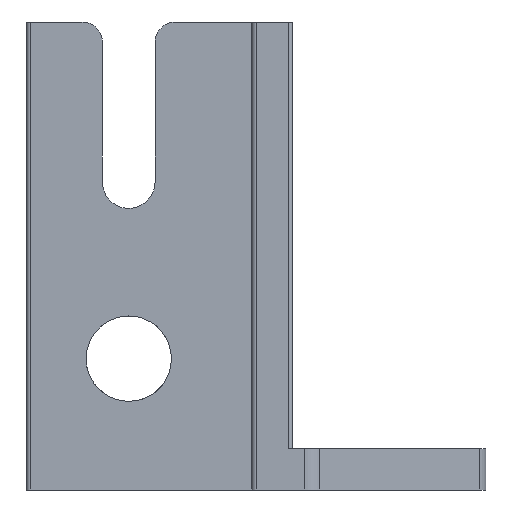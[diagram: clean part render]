
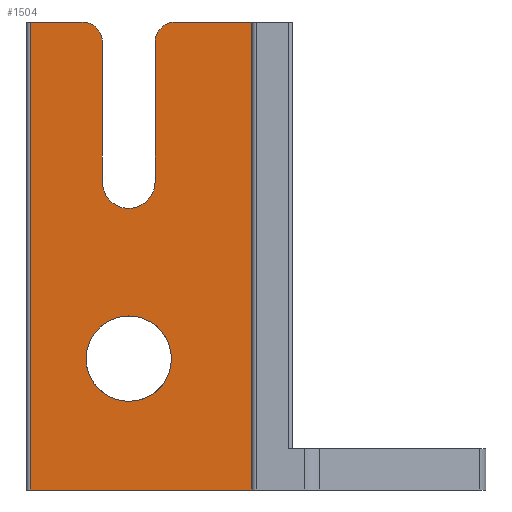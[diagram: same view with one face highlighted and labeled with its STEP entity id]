
A CAD part, front view. The second image highlights one B-rep face of the part: STEP entity #1504.
In plain terms, the highlighted planar face has unit normal (0, -1, 0).
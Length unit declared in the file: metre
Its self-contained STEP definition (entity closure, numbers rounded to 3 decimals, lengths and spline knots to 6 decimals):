
#73=B_SPLINE_CURVE_WITH_KNOTS('',3,(#2290,#2291,#2292,#2293),
 .UNSPECIFIED.,.F.,.F.,(4,4),(0.,1.),.UNSPECIFIED.);
#74=B_SPLINE_CURVE_WITH_KNOTS('',3,(#2301,#2302,#2303,#2304),
 .UNSPECIFIED.,.F.,.F.,(4,4),(0.,1.),.UNSPECIFIED.);
#95=LINE('',#2279,#217);
#96=LINE('',#2283,#218);
#97=LINE('',#2288,#219);
#98=LINE('',#2295,#220);
#99=LINE('',#2297,#221);
#100=LINE('',#2299,#222);
#101=LINE('',#2307,#223);
#217=VECTOR('',#1795,1.);
#218=VECTOR('',#1800,1.);
#219=VECTOR('',#1803,1.);
#220=VECTOR('',#1804,1.);
#221=VECTOR('',#1805,1.);
#222=VECTOR('',#1806,1.);
#223=VECTOR('',#1809,1.);
#348=ORIENTED_EDGE('',*,*,#795,.T.);
#349=ORIENTED_EDGE('',*,*,#796,.T.);
#350=ORIENTED_EDGE('',*,*,#797,.T.);
#351=ORIENTED_EDGE('',*,*,#798,.F.);
#352=ORIENTED_EDGE('',*,*,#799,.T.);
#353=ORIENTED_EDGE('',*,*,#800,.F.);
#354=ORIENTED_EDGE('',*,*,#801,.F.);
#355=ORIENTED_EDGE('',*,*,#802,.T.);
#356=ORIENTED_EDGE('',*,*,#803,.F.);
#357=ORIENTED_EDGE('',*,*,#794,.F.);
#358=ORIENTED_EDGE('',*,*,#804,.T.);
#359=ORIENTED_EDGE('',*,*,#805,.T.);
#360=ORIENTED_EDGE('',*,*,#806,.T.);
#794=EDGE_CURVE('',#1017,#1013,#95,.T.);
#795=EDGE_CURVE('',#1018,#1018,#1163,.T.);
#796=EDGE_CURVE('',#1019,#1020,#96,.T.);
#797=EDGE_CURVE('',#1020,#1021,#1164,.T.);
#798=EDGE_CURVE('',#1022,#1021,#97,.T.);
#799=EDGE_CURVE('',#1022,#1023,#73,.T.);
#800=EDGE_CURVE('',#1024,#1023,#98,.T.);
#801=EDGE_CURVE('',#1025,#1024,#99,.T.);
#802=EDGE_CURVE('',#1025,#1026,#100,.T.);
#803=EDGE_CURVE('',#1013,#1026,#74,.F.);
#804=EDGE_CURVE('',#1017,#1027,#1165,.T.);
#805=EDGE_CURVE('',#1027,#1028,#101,.T.);
#806=EDGE_CURVE('',#1028,#1019,#1166,.T.);
#1013=VERTEX_POINT('',#2270);
#1017=VERTEX_POINT('',#2278);
#1018=VERTEX_POINT('',#2282);
#1019=VERTEX_POINT('',#2284);
#1020=VERTEX_POINT('',#2285);
#1021=VERTEX_POINT('',#2287);
#1022=VERTEX_POINT('',#2289);
#1023=VERTEX_POINT('',#2294);
#1024=VERTEX_POINT('',#2296);
#1025=VERTEX_POINT('',#2298);
#1026=VERTEX_POINT('',#2300);
#1027=VERTEX_POINT('',#2306);
#1028=VERTEX_POINT('',#2308);
#1163=CIRCLE('',#1605,0.0052);
#1164=CIRCLE('',#1606,0.0025);
#1165=CIRCLE('',#1607,0.0025);
#1166=CIRCLE('',#1608,0.0032);
#1245=EDGE_LOOP('',(#348));
#1246=EDGE_LOOP('',(#349,#350,#351,#352,#353,#354,#355,#356,#357,#358,#359,
#360));
#1357=FACE_BOUND('',#1245,.T.);
#1358=FACE_BOUND('',#1246,.T.);
#1468=PLANE('',#1604);
#1504=ADVANCED_FACE('',(#1357,#1358),#1468,.T.);
#1604=AXIS2_PLACEMENT_3D('',#2280,#1796,#1797);
#1605=AXIS2_PLACEMENT_3D('',#2281,#1798,#1799);
#1606=AXIS2_PLACEMENT_3D('',#2286,#1801,#1802);
#1607=AXIS2_PLACEMENT_3D('',#2305,#1807,#1808);
#1608=AXIS2_PLACEMENT_3D('',#2309,#1810,#1811);
#1795=DIRECTION('',(1.,0.,0.));
#1796=DIRECTION('',(0.,-1.,0.));
#1797=DIRECTION('',(1.,0.,0.));
#1798=DIRECTION('',(0.,1.,0.));
#1799=DIRECTION('',(-1.,0.,0.));
#1800=DIRECTION('',(0.,0.,1.));
#1801=DIRECTION('',(0.,-1.,0.));
#1802=DIRECTION('',(0.,0.,-1.));
#1803=DIRECTION('',(1.,0.,0.));
#1804=DIRECTION('',(0.,0.,1.));
#1805=DIRECTION('',(-1.,0.,0.));
#1806=DIRECTION('',(0.,0.,1.));
#1807=DIRECTION('',(0.,-1.,0.));
#1808=DIRECTION('',(0.,0.,-1.));
#1809=DIRECTION('',(0.,0.,-1.));
#1810=DIRECTION('',(0.,1.,0.));
#1811=DIRECTION('',(-1.,0.,0.));
#2270=CARTESIAN_POINT('',(-0.17,-0.16,0.376));
#2278=CARTESIAN_POINT('',(-0.1793,-0.16,0.376));
#2279=CARTESIAN_POINT('',(-0.1975,-0.16,0.376));
#2280=CARTESIAN_POINT('',(-0.1975,-0.16,0.319));
#2281=CARTESIAN_POINT('',(-0.185,-0.16,0.335));
#2282=CARTESIAN_POINT('',(-0.1902,-0.16,0.335));
#2283=CARTESIAN_POINT('',(-0.1882,-0.16,0.319));
#2284=CARTESIAN_POINT('',(-0.1882,-0.16,0.3565));
#2285=CARTESIAN_POINT('',(-0.1882,-0.16,0.3735));
#2286=CARTESIAN_POINT('',(-0.1907,-0.16,0.3735));
#2287=CARTESIAN_POINT('',(-0.1907,-0.16,0.376));
#2288=CARTESIAN_POINT('',(-0.1975,-0.16,0.376));
#2289=CARTESIAN_POINT('',(-0.197,-0.16,0.376));
#2290=CARTESIAN_POINT('',(-0.197,-0.16,0.376));
#2291=CARTESIAN_POINT('',(-0.197,-0.16,0.374));
#2292=CARTESIAN_POINT('',(-0.197,-0.16,0.372));
#2293=CARTESIAN_POINT('',(-0.197,-0.16,0.37));
#2294=CARTESIAN_POINT('',(-0.197,-0.16,0.37));
#2295=CARTESIAN_POINT('',(-0.197,-0.16,0.319));
#2296=CARTESIAN_POINT('',(-0.197,-0.16,0.319));
#2297=CARTESIAN_POINT('',(-0.17,-0.16,0.319));
#2298=CARTESIAN_POINT('',(-0.17,-0.16,0.319));
#2299=CARTESIAN_POINT('',(-0.17,-0.16,0.319));
#2300=CARTESIAN_POINT('',(-0.17,-0.16,0.37));
#2301=CARTESIAN_POINT('',(-0.17,-0.16,0.37));
#2302=CARTESIAN_POINT('',(-0.17,-0.16,0.372));
#2303=CARTESIAN_POINT('',(-0.17,-0.16,0.374));
#2304=CARTESIAN_POINT('',(-0.17,-0.16,0.376));
#2305=CARTESIAN_POINT('',(-0.1793,-0.16,0.3735));
#2306=CARTESIAN_POINT('',(-0.1818,-0.16,0.3735));
#2307=CARTESIAN_POINT('',(-0.1818,-0.16,0.319));
#2308=CARTESIAN_POINT('',(-0.1818,-0.16,0.3565));
#2309=CARTESIAN_POINT('',(-0.185,-0.16,0.3565));
